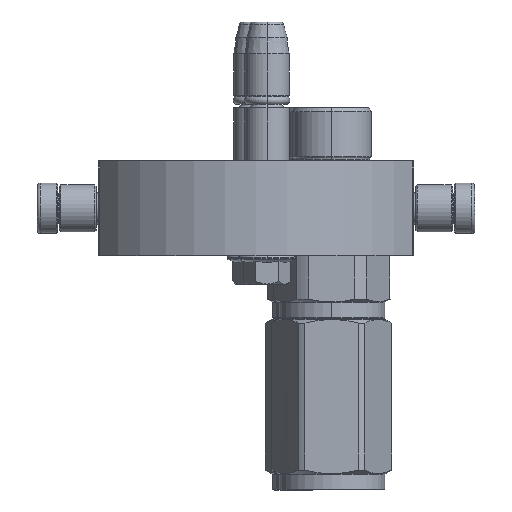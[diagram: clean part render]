
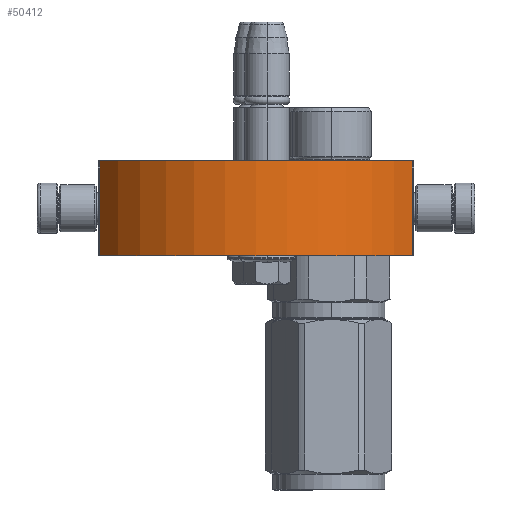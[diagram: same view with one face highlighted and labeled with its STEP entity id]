
A CAD part, left-side view. The second image highlights one B-rep face of the part: STEP entity #50412.
In plain terms, the highlighted cylindrical face has radius 57.25 mm (diameter 114.5 mm), a partial arc.
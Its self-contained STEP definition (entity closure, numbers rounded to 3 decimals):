
#304 = EDGE_CURVE ( 'NONE', #56092, #1694, #12496, .T. ) ;
#695 = ORIENTED_EDGE ( 'NONE', *, *, #304, .T. ) ;
#1694 = VERTEX_POINT ( 'NONE', #4160 ) ;
#3331 = CARTESIAN_POINT ( 'NONE',  ( -49.5, 0., -28.763 ) ) ;
#4160 = CARTESIAN_POINT ( 'NONE',  ( -49.5, 30., -28.763 ) ) ;
#5810 = AXIS2_PLACEMENT_3D ( 'NONE', #18021, #13516, #55425 ) ;
#6608 = VERTEX_POINT ( 'NONE', #58206 ) ;
#7566 = ORIENTED_EDGE ( 'NONE', *, *, #12735, .F. ) ;
#7930 = DIRECTION ( 'NONE',  ( 0., 1., 0. ) ) ;
#12496 = LINE ( 'NONE', #15017, #35917 ) ;
#12735 = EDGE_CURVE ( 'NONE', #6608, #43853, #48868, .T. ) ;
#13427 = FACE_OUTER_BOUND ( 'NONE', #47922, .T. ) ;
#13516 = DIRECTION ( 'NONE',  ( 0., 1., 0. ) ) ;
#14492 = DIRECTION ( 'NONE',  ( 0., 1., 0. ) ) ;
#15017 = CARTESIAN_POINT ( 'NONE',  ( -49.5, 0., -28.763 ) ) ;
#18021 = CARTESIAN_POINT ( 'NONE',  ( 0., 0., 0. ) ) ;
#19143 = EDGE_CURVE ( 'NONE', #6608, #56092, #49918, .T. ) ;
#23338 = VECTOR ( 'NONE', #14492, 1000. ) ;
#23665 = CARTESIAN_POINT ( 'NONE',  ( 0., 0., 0. ) ) ;
#29647 = ORIENTED_EDGE ( 'NONE', *, *, #38204, .F. ) ;
#31331 = AXIS2_PLACEMENT_3D ( 'NONE', #23665, #46941, #52485 ) ;
#32800 = DIRECTION ( 'NONE',  ( 0., 1., 0. ) ) ;
#35917 = VECTOR ( 'NONE', #32800, 1000. ) ;
#36065 = CARTESIAN_POINT ( 'NONE',  ( 49.5, 30., -28.763 ) ) ;
#38204 = EDGE_CURVE ( 'NONE', #43853, #1694, #60258, .T. ) ;
#40467 = DIRECTION ( 'NONE',  ( 0.865, 0., -0.502 ) ) ;
#40910 = CARTESIAN_POINT ( 'NONE',  ( 0., 30., 0. ) ) ;
#43853 = VERTEX_POINT ( 'NONE', #36065 ) ;
#46941 = DIRECTION ( 'NONE',  ( 0., -1., 0. ) ) ;
#47922 = EDGE_LOOP ( 'NONE', ( #29647, #7566, #48481, #695 ) ) ;
#48481 = ORIENTED_EDGE ( 'NONE', *, *, #19143, .T. ) ;
#48868 = LINE ( 'NONE', #52523, #23338 ) ;
#49918 = CIRCLE ( 'NONE', #5810, 57.25 ) ;
#50412 = ADVANCED_FACE ( 'NONE', ( #13427 ), #60271, .T. ) ;
#52485 = DIRECTION ( 'NONE',  ( 1., 0., 0. ) ) ;
#52523 = CARTESIAN_POINT ( 'NONE',  ( 49.5, 0., -28.763 ) ) ;
#55320 = AXIS2_PLACEMENT_3D ( 'NONE', #40910, #7930, #40467 ) ;
#55425 = DIRECTION ( 'NONE',  ( 0.865, 0., -0.502 ) ) ;
#56092 = VERTEX_POINT ( 'NONE', #3331 ) ;
#58206 = CARTESIAN_POINT ( 'NONE',  ( 49.5, 0., -28.763 ) ) ;
#60258 = CIRCLE ( 'NONE', #55320, 57.25 ) ;
#60271 = CYLINDRICAL_SURFACE ( 'NONE', #31331, 57.25 ) ;
